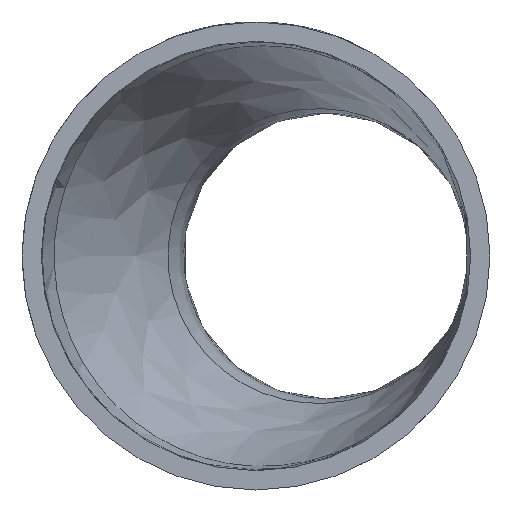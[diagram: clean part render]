
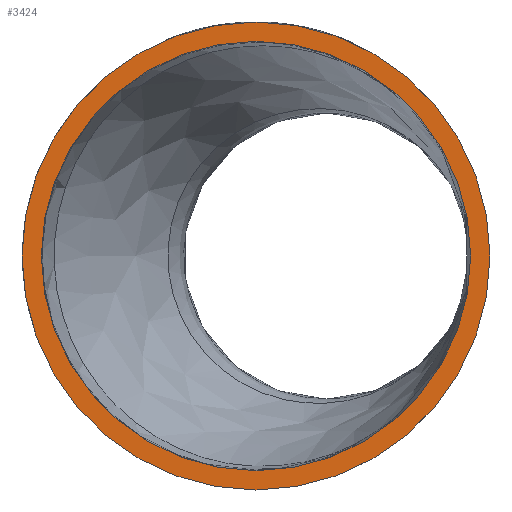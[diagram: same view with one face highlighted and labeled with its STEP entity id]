
A CAD part, left-side view. The second image highlights one B-rep face of the part: STEP entity #3424.
In plain terms, the highlighted planar face has unit normal (-1, 0, 0).
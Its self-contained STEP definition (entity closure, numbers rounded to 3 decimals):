
#507 = DIRECTION ( 'NONE',  ( -1., 0., 0. ) ) ;
#1464 = CIRCLE ( 'NONE', #16344, 24.15 ) ;
#2020 = CARTESIAN_POINT ( 'NONE',  ( 0., 0., 22.15 ) ) ;
#2262 = CARTESIAN_POINT ( 'NONE',  ( 0., 0., 0. ) ) ;
#2385 = VERTEX_POINT ( 'NONE', #2020 ) ;
#2915 = CARTESIAN_POINT ( 'NONE',  ( 0., 0., 24.15 ) ) ;
#3424 = ADVANCED_FACE ( 'NONE', ( #10258, #6345 ), #16847, .T. ) ;
#3616 = EDGE_LOOP ( 'NONE', ( #4482 ) ) ;
#4482 = ORIENTED_EDGE ( 'NONE', *, *, #4570, .T. ) ;
#4570 = EDGE_CURVE ( 'NONE', #8156, #8156, #1464, .T. ) ;
#6345 = FACE_OUTER_BOUND ( 'NONE', #3616, .T. ) ;
#6565 = DIRECTION ( 'NONE',  ( 0., 0., 1. ) ) ;
#7086 = ORIENTED_EDGE ( 'NONE', *, *, #19008, .F. ) ;
#7888 = DIRECTION ( 'NONE',  ( -1., 0., 0. ) ) ;
#8019 = CARTESIAN_POINT ( 'NONE',  ( 0., 0., 0. ) ) ;
#8152 = DIRECTION ( 'NONE',  ( 0., 0., 1. ) ) ;
#8156 = VERTEX_POINT ( 'NONE', #2915 ) ;
#9581 = DIRECTION ( 'NONE',  ( 0., 0., 1. ) ) ;
#10004 = CIRCLE ( 'NONE', #14426, 22.15 ) ;
#10258 = FACE_BOUND ( 'NONE', #13632, .T. ) ;
#10471 = DIRECTION ( 'NONE',  ( -1., 0., 0. ) ) ;
#11736 = AXIS2_PLACEMENT_3D ( 'NONE', #2262, #507, #6565 ) ;
#13632 = EDGE_LOOP ( 'NONE', ( #7086 ) ) ;
#14426 = AXIS2_PLACEMENT_3D ( 'NONE', #8019, #10471, #8152 ) ;
#15278 = CARTESIAN_POINT ( 'NONE',  ( 0., 0., 0. ) ) ;
#16344 = AXIS2_PLACEMENT_3D ( 'NONE', #15278, #7888, #9581 ) ;
#16847 = PLANE ( 'NONE',  #11736 ) ;
#19008 = EDGE_CURVE ( 'NONE', #2385, #2385, #10004, .T. ) ;
